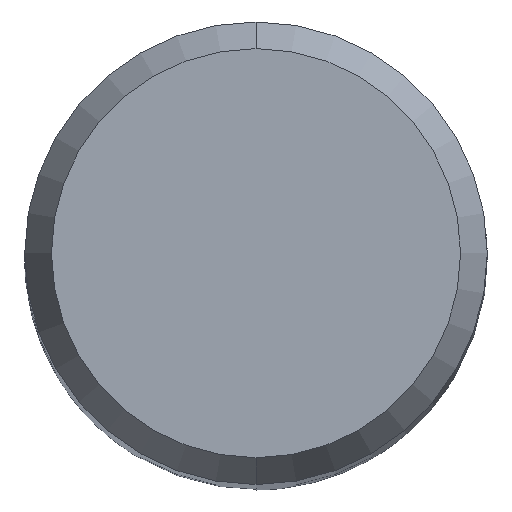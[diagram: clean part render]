
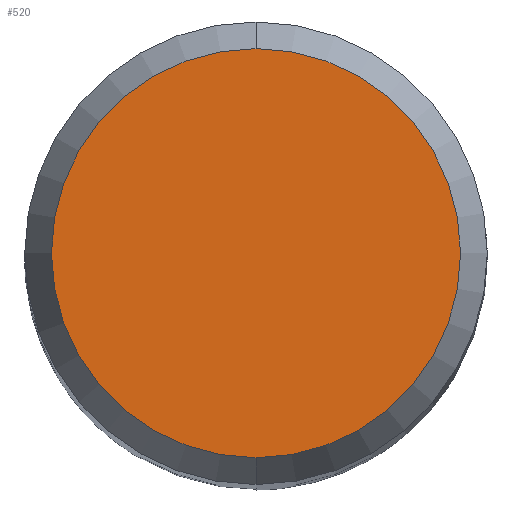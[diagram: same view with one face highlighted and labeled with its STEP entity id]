
A CAD part, top view. The second image highlights one B-rep face of the part: STEP entity #520.
In plain terms, the highlighted planar face has unit normal (0, 0, 1).
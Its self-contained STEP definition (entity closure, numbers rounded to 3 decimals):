
#436=EDGE_CURVE('',#746,#644,#1096,.T.);
#520=ADVANCED_FACE('',(#1192),#1193,.T.);
#644=VERTEX_POINT('',#1328);
#746=VERTEX_POINT('',#1443);
#882=EDGE_CURVE('',#644,#746,#1595,.T.);
#1096=CIRCLE('',#1886,3.538);
#1192=FACE_OUTER_BOUND('',#2001,.T.);
#1193=PLANE('',#2002);
#1328=CARTESIAN_POINT('',(0.,-3.538,0.0));
#1443=CARTESIAN_POINT('',(0.0,3.538,0.0));
#1595=CIRCLE('',#2670,3.538);
#1886=AXIS2_PLACEMENT_3D('',#2955,#2956,#2957);
#2001=EDGE_LOOP('',(#3105,#3106));
#2002=AXIS2_PLACEMENT_3D('',#3107,#3108,#3109);
#2670=AXIS2_PLACEMENT_3D('',#3570,#3571,#3572);
#2955=CARTESIAN_POINT('',(0.0,0.0,0.0));
#2956=DIRECTION('',(0.0,0.0,-1.0));
#2957=DIRECTION('',(0.0,1.0,0.0));
#3105=ORIENTED_EDGE('',*,*,#436,.F.);
#3106=ORIENTED_EDGE('',*,*,#882,.F.);
#3107=CARTESIAN_POINT('',(0.0,1.769,0.0));
#3108=DIRECTION('',(-0.0,0.0,1.0));
#3109=DIRECTION('',(0.0,-1.0,0.0));
#3570=CARTESIAN_POINT('',(0.0,0.0,0.0));
#3571=DIRECTION('',(0.0,0.0,-1.0));
#3572=DIRECTION('',(0.0,1.0,0.0));
